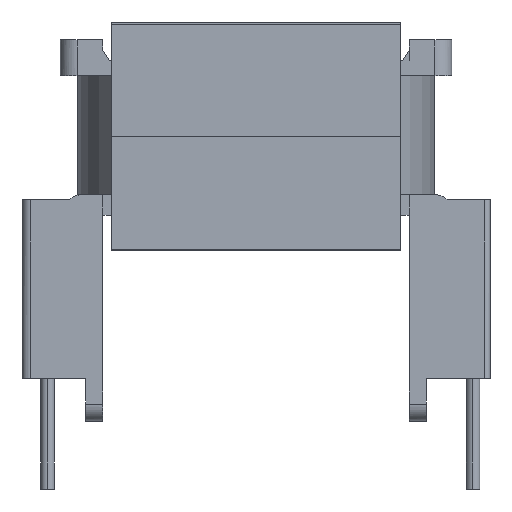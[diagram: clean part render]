
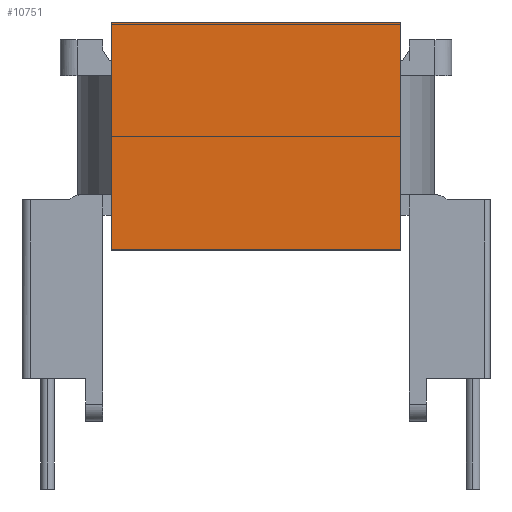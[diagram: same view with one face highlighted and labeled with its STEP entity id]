
A CAD part, left-side view. The second image highlights one B-rep face of the part: STEP entity #10751.
In plain terms, the highlighted free-form (B-spline) face has degree [1, 1] with [2, 2] control points.
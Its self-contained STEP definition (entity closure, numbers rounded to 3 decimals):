
#9352 = VERTEX_POINT('',#9353);
#9353 = CARTESIAN_POINT('',(-11.014,-7.43,
    2.71));
#9368 = VERTEX_POINT('',#9369);
#9369 = CARTESIAN_POINT('',(-11.014,7.43,
    2.71));
#9374 = EDGE_CURVE('',#9368,#9352,#9375,.T.);
#9375 = B_SPLINE_CURVE_WITH_KNOTS('',1,(#9376,#9377),.UNSPECIFIED.,.F.,
  .F.,(2,2),(-0.,17.),.PIECEWISE_BEZIER_KNOTS.);
#9376 = CARTESIAN_POINT('',(-11.014,7.43,
    2.71));
#9377 = CARTESIAN_POINT('',(-11.014,-7.43,
    2.71));
#10639 = EDGE_CURVE('',#10640,#9368,#10642,.T.);
#10640 = VERTEX_POINT('',#10641);
#10641 = CARTESIAN_POINT('',(-11.014,7.43,
    -9.003));
#10642 = B_SPLINE_CURVE_WITH_KNOTS('',1,(#10643,#10644),.UNSPECIFIED.,
  .F.,.F.,(2,2),(-0.1,13.3),.PIECEWISE_BEZIER_KNOTS.);
#10643 = CARTESIAN_POINT('',(-11.014,7.43,
    -9.003));
#10644 = CARTESIAN_POINT('',(-11.014,7.43,
    2.71));
#10697 = EDGE_CURVE('',#10698,#9352,#10700,.T.);
#10698 = VERTEX_POINT('',#10699);
#10699 = CARTESIAN_POINT('',(-11.014,-7.43,
    -9.003));
#10700 = B_SPLINE_CURVE_WITH_KNOTS('',1,(#10701,#10702),.UNSPECIFIED.,
  .F.,.F.,(2,2),(-0.1,13.3),.PIECEWISE_BEZIER_KNOTS.);
#10701 = CARTESIAN_POINT('',(-11.014,-7.43,
    -9.003));
#10702 = CARTESIAN_POINT('',(-11.014,-7.43,
    2.71));
#10751 = ADVANCED_FACE('',(#10752),#10762,.F.);
#10752 = FACE_BOUND('',#10753,.T.);
#10753 = EDGE_LOOP('',(#10754,#10755,#10756,#10757));
#10754 = ORIENTED_EDGE('',*,*,#10697,.T.);
#10755 = ORIENTED_EDGE('',*,*,#9374,.F.);
#10756 = ORIENTED_EDGE('',*,*,#10639,.F.);
#10757 = ORIENTED_EDGE('',*,*,#10758,.T.);
#10758 = EDGE_CURVE('',#10640,#10698,#10759,.T.);
#10759 = B_SPLINE_CURVE_WITH_KNOTS('',1,(#10760,#10761),.UNSPECIFIED.,
  .F.,.F.,(2,2),(-0.,17.),.PIECEWISE_BEZIER_KNOTS.);
#10760 = CARTESIAN_POINT('',(-11.014,7.43,
    -9.003));
#10761 = CARTESIAN_POINT('',(-11.014,-7.43,
    -9.003));
#10762 = B_SPLINE_SURFACE_WITH_KNOTS('',1,1,(
    (#10763,#10764)
    ,(#10765,#10766
    )),.UNSPECIFIED.,.F.,.F.,.F.,(2,2),(2,2),(-13.3,0.1),(-17.,0.),
  .PIECEWISE_BEZIER_KNOTS.);
#10763 = CARTESIAN_POINT('',(-11.014,-7.43,
    2.71));
#10764 = CARTESIAN_POINT('',(-11.014,7.43,
    2.71));
#10765 = CARTESIAN_POINT('',(-11.014,-7.43,
    -9.003));
#10766 = CARTESIAN_POINT('',(-11.014,7.43,
    -9.003));
